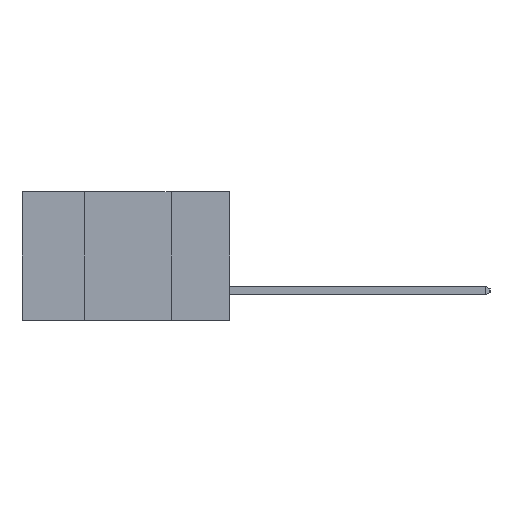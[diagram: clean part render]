
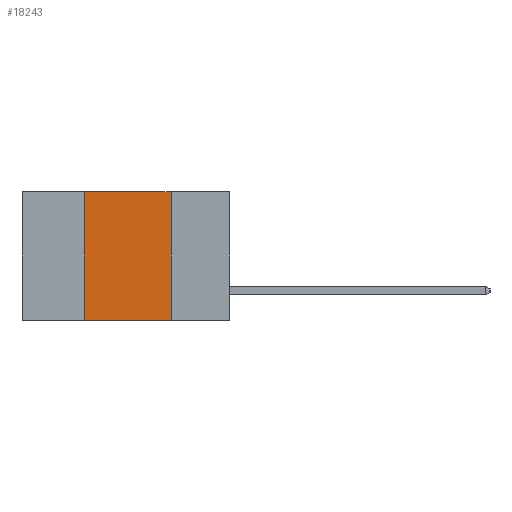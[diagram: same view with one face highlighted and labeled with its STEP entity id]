
A CAD part, left-side view. The second image highlights one B-rep face of the part: STEP entity #18243.
In plain terms, the highlighted planar face has unit normal (-1, 0, 0).
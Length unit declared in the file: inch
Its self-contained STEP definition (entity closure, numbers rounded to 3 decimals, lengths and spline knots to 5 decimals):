
#157 = LINE ( 'NONE', #15148, #9195 ) ;
#181 = CARTESIAN_POINT ( 'NONE',  ( 0., 0.42, -0.37 ) ) ;
#665 = AXIS2_PLACEMENT_3D ( 'NONE', #3350, #9080, #22347 ) ;
#1497 = ORIENTED_EDGE ( 'NONE', *, *, #22351, .F. ) ;
#2055 = CARTESIAN_POINT ( 'NONE',  ( 0., 0.42, 0. ) ) ;
#2238 = LINE ( 'NONE', #22495, #6730 ) ;
#2246 = EDGE_CURVE ( 'NONE', #8195, #12088, #157, .T. ) ;
#3350 = CARTESIAN_POINT ( 'NONE',  ( 0., 0.6, 0. ) ) ;
#4518 = CARTESIAN_POINT ( 'NONE',  ( 0., 0.17, 0. ) ) ;
#5897 = VECTOR ( 'NONE', #19730, 39.37008 ) ;
#6730 = VECTOR ( 'NONE', #7379, 39.37008 ) ;
#7264 = LINE ( 'NONE', #19482, #21828 ) ;
#7357 = CARTESIAN_POINT ( 'NONE',  ( 0., 0.17, -0.37 ) ) ;
#7379 = DIRECTION ( 'NONE',  ( 0., -1., 0. ) ) ;
#8113 = DIRECTION ( 'NONE',  ( 0., 0., 1. ) ) ;
#8195 = VERTEX_POINT ( 'NONE', #2055 ) ;
#9080 = DIRECTION ( 'NONE',  ( 1., 0., 0. ) ) ;
#9195 = VECTOR ( 'NONE', #10737, 39.37008 ) ;
#10737 = DIRECTION ( 'NONE',  ( 0., -1., 0. ) ) ;
#12088 = VERTEX_POINT ( 'NONE', #22749 ) ;
#12097 = FACE_OUTER_BOUND ( 'NONE', #20040, .T. ) ;
#12732 = ORIENTED_EDGE ( 'NONE', *, *, #17352, .F. ) ;
#15148 = CARTESIAN_POINT ( 'NONE',  ( 0., 0.6, 0. ) ) ;
#16556 = EDGE_CURVE ( 'NONE', #17287, #22023, #2238, .T. ) ;
#17003 = ORIENTED_EDGE ( 'NONE', *, *, #2246, .F. ) ;
#17287 = VERTEX_POINT ( 'NONE', #181 ) ;
#17352 = EDGE_CURVE ( 'NONE', #17287, #8195, #7264, .T. ) ;
#18243 = ADVANCED_FACE ( 'NONE', ( #12097 ), #20443, .F. ) ;
#19482 = CARTESIAN_POINT ( 'NONE',  ( 0., 0.42, 0. ) ) ;
#19730 = DIRECTION ( 'NONE',  ( 0., 0., -1. ) ) ;
#20040 = EDGE_LOOP ( 'NONE', ( #1497, #17003, #12732, #21473 ) ) ;
#20443 = PLANE ( 'NONE',  #665 ) ;
#20463 = LINE ( 'NONE', #4518, #5897 ) ;
#21473 = ORIENTED_EDGE ( 'NONE', *, *, #16556, .T. ) ;
#21828 = VECTOR ( 'NONE', #8113, 39.37008 ) ;
#22023 = VERTEX_POINT ( 'NONE', #7357 ) ;
#22347 = DIRECTION ( 'NONE',  ( 0., 0., -1. ) ) ;
#22351 = EDGE_CURVE ( 'NONE', #12088, #22023, #20463, .T. ) ;
#22495 = CARTESIAN_POINT ( 'NONE',  ( 0., 0.6, -0.37 ) ) ;
#22749 = CARTESIAN_POINT ( 'NONE',  ( 0., 0.17, 0. ) ) ;
